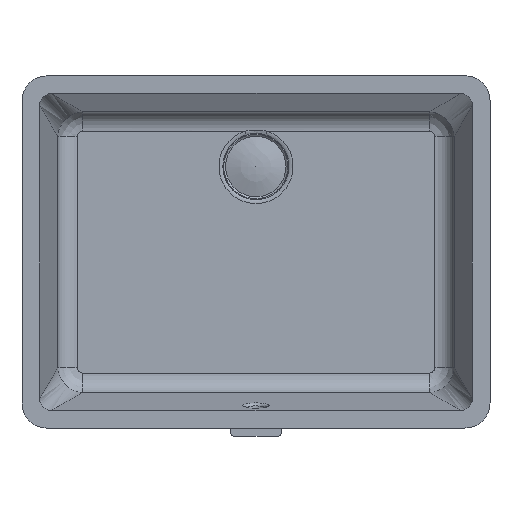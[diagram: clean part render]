
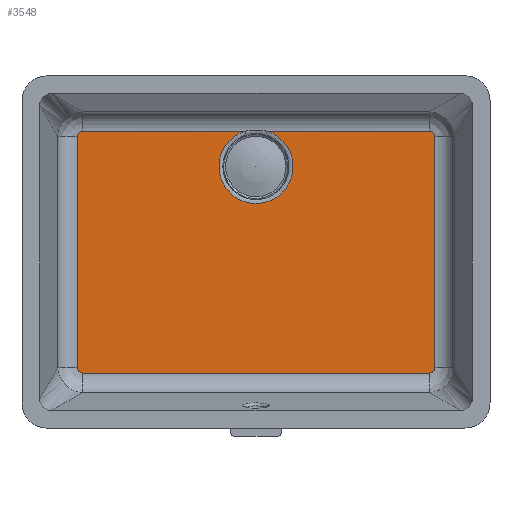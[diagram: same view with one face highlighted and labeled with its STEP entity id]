
A CAD part, top view. The second image highlights one B-rep face of the part: STEP entity #3548.
In plain terms, the highlighted planar face has unit normal (0, 0, 1).
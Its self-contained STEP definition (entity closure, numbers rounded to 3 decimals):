
#3322=CARTESIAN_POINT('',(174.543,77.608,-65.0));
#3323=VERTEX_POINT('',#3322);
#3331=CARTESIAN_POINT('',(196.753,77.608,-65.0));
#3332=VERTEX_POINT('',#3331);
#3333=CARTESIAN_POINT('',(185.648,42.519,-65.0));
#3334=DIRECTION('',(0.0,0.0,1.0));
#3335=DIRECTION('',(-1.0,0.0,0.0));
#3336=AXIS2_PLACEMENT_3D('',#3333,#3334,#3335);
#3337=CIRCLE('',#3336,36.804);
#3338=EDGE_CURVE('',#3323,#3332,#3337,.T.);
#3397=CARTESIAN_POINT('',(358.162,77.608,-65.0));
#3398=VERTEX_POINT('',#3397);
#3399=CARTESIAN_POINT('',(196.753,77.608,-65.0));
#3400=DIRECTION('',(1.0,0.0,0.0));
#3401=VECTOR('',#3400,161.409);
#3402=LINE('',#3399,#3401);
#3403=EDGE_CURVE('',#3332,#3398,#3402,.T.);
#3422=CARTESIAN_POINT('',(13.134,77.608,-65.0));
#3423=VERTEX_POINT('',#3422);
#3431=CARTESIAN_POINT('',(13.134,77.608,-65.0));
#3432=DIRECTION('',(1.0,0.0,0.0));
#3433=VECTOR('',#3432,161.409);
#3434=LINE('',#3431,#3433);
#3435=EDGE_CURVE('',#3423,#3323,#3434,.T.);
#3440=CARTESIAN_POINT('',(185.648,-42.465,-65.0));
#3441=DIRECTION('',(0.0,0.0,1.0));
#3442=DIRECTION('',(1.0,0.0,0.0));
#3443=AXIS2_PLACEMENT_3D('',#3440,#3441,#3442);
#3444=PLANE('',#3443);
#3445=ORIENTED_EDGE('',*,*,#3338,.F.);
#3446=ORIENTED_EDGE('',*,*,#3435,.F.);
#3447=CARTESIAN_POINT('',(8.076,72.549,-65.0));
#3448=VERTEX_POINT('',#3447);
#3449=CARTESIAN_POINT('',(8.076,72.549,-65.0));
#3450=CARTESIAN_POINT('',(8.076,72.641,-65.0));
#3451=CARTESIAN_POINT('',(8.085,72.826,-65.0));
#3452=CARTESIAN_POINT('',(8.135,73.193,-65.0));
#3453=CARTESIAN_POINT('',(8.292,73.828,-65.));
#3454=CARTESIAN_POINT('',(8.664,74.675,-65.));
#3455=CARTESIAN_POINT('',(9.305,75.599,-65.));
#3456=CARTESIAN_POINT('',(10.09,76.383,-65.));
#3457=CARTESIAN_POINT('',(11.015,77.024,-65.));
#3458=CARTESIAN_POINT('',(11.863,77.394,-65.0));
#3459=CARTESIAN_POINT('',(12.492,77.549,-65.));
#3460=CARTESIAN_POINT('',(12.858,77.598,-65.));
#3461=CARTESIAN_POINT('',(13.042,77.608,-65.0));
#3462=CARTESIAN_POINT('',(13.134,77.608,-65.0));
#3463=B_SPLINE_CURVE_WITH_KNOTS('',3,(#3449,#3450,#3451,#3452,#3453,#3454,#3455,#3456,#3457,#3458,#3459,#3460,#3461,#3462),.UNSPECIFIED.,.F.,.U.,(4,1,1,1,1,1,1,1,1,1,1,4),(-0.774,-0.746,-0.718,-0.663,-0.553,-0.442,-0.332,-0.221,-0.111,-0.055,-0.028,0.0),.UNSPECIFIED.);
#3464=EDGE_CURVE('',#3448,#3423,#3463,.T.);
#3465=ORIENTED_EDGE('',*,*,#3464,.F.);
#3466=CARTESIAN_POINT('',(8.076,-157.478,-65.0));
#3467=VERTEX_POINT('',#3466);
#3468=CARTESIAN_POINT('',(8.076,-157.478,-65.0));
#3469=DIRECTION('',(0.0,1.0,0.0));
#3470=VECTOR('',#3469,230.028);
#3471=LINE('',#3468,#3470);
#3472=EDGE_CURVE('',#3467,#3448,#3471,.T.);
#3473=ORIENTED_EDGE('',*,*,#3472,.F.);
#3474=CARTESIAN_POINT('',(13.134,-162.537,-65.0));
#3475=VERTEX_POINT('',#3474);
#3476=CARTESIAN_POINT('',(13.134,-162.537,-65.0));
#3477=CARTESIAN_POINT('',(13.042,-162.537,-65.0));
#3478=CARTESIAN_POINT('',(12.858,-162.528,-65.));
#3479=CARTESIAN_POINT('',(12.492,-162.478,-65.));
#3480=CARTESIAN_POINT('',(11.863,-162.323,-65.));
#3481=CARTESIAN_POINT('',(11.015,-161.953,-65.0));
#3482=CARTESIAN_POINT('',(10.09,-161.312,-65.));
#3483=CARTESIAN_POINT('',(9.305,-160.528,-65.));
#3484=CARTESIAN_POINT('',(8.664,-159.604,-65.));
#3485=CARTESIAN_POINT('',(8.292,-158.757,-65.));
#3486=CARTESIAN_POINT('',(8.135,-158.122,-65.));
#3487=CARTESIAN_POINT('',(8.085,-157.755,-65.));
#3488=CARTESIAN_POINT('',(8.076,-157.571,-65.0));
#3489=CARTESIAN_POINT('',(8.076,-157.478,-65.0));
#3490=B_SPLINE_CURVE_WITH_KNOTS('',3,(#3476,#3477,#3478,#3479,#3480,#3481,#3482,#3483,#3484,#3485,#3486,#3487,#3488,#3489),.UNSPECIFIED.,.F.,.U.,(4,1,1,1,1,1,1,1,1,1,1,4),(-0.774,-0.746,-0.718,-0.663,-0.553,-0.442,-0.332,-0.221,-0.111,-0.055,-0.028,0.0),.UNSPECIFIED.);
#3491=EDGE_CURVE('',#3475,#3467,#3490,.T.);
#3492=ORIENTED_EDGE('',*,*,#3491,.F.);
#3493=CARTESIAN_POINT('',(358.162,-162.537,-65.0));
#3494=VERTEX_POINT('',#3493);
#3495=CARTESIAN_POINT('',(358.162,-162.537,-65.0));
#3496=DIRECTION('',(-1.0,0.0,0.0));
#3497=VECTOR('',#3496,345.028);
#3498=LINE('',#3495,#3497);
#3499=EDGE_CURVE('',#3494,#3475,#3498,.T.);
#3500=ORIENTED_EDGE('',*,*,#3499,.F.);
#3501=CARTESIAN_POINT('',(363.221,-157.478,-65.0));
#3502=VERTEX_POINT('',#3501);
#3503=CARTESIAN_POINT('',(363.221,-157.478,-65.0));
#3504=CARTESIAN_POINT('',(363.221,-157.571,-65.0));
#3505=CARTESIAN_POINT('',(363.211,-157.755,-65.));
#3506=CARTESIAN_POINT('',(363.162,-158.122,-65.));
#3507=CARTESIAN_POINT('',(363.005,-158.757,-65.));
#3508=CARTESIAN_POINT('',(362.581,-159.719,-65.));
#3509=CARTESIAN_POINT('',(361.911,-160.624,-65.));
#3510=CARTESIAN_POINT('',(361.104,-161.383,-65.));
#3511=CARTESIAN_POINT('',(360.282,-161.952,-65.0));
#3512=CARTESIAN_POINT('',(359.434,-162.323,-65.));
#3513=CARTESIAN_POINT('',(358.805,-162.478,-65.));
#3514=CARTESIAN_POINT('',(358.439,-162.528,-65.0));
#3515=CARTESIAN_POINT('',(358.254,-162.537,-65.0));
#3516=CARTESIAN_POINT('',(358.162,-162.537,-65.0));
#3517=B_SPLINE_CURVE_WITH_KNOTS('',3,(#3503,#3504,#3505,#3506,#3507,#3508,#3509,#3510,#3511,#3512,#3513,#3514,#3515,#3516),.UNSPECIFIED.,.F.,.U.,(4,1,1,1,1,1,1,1,1,1,1,4),(-0.774,-0.746,-0.718,-0.663,-0.553,-0.405,-0.332,-0.221,-0.111,-0.055,-0.028,0.0),.UNSPECIFIED.);
#3518=EDGE_CURVE('',#3502,#3494,#3517,.T.);
#3519=ORIENTED_EDGE('',*,*,#3518,.F.);
#3520=CARTESIAN_POINT('',(363.221,72.549,-65.0));
#3521=VERTEX_POINT('',#3520);
#3522=CARTESIAN_POINT('',(363.221,72.549,-65.0));
#3523=DIRECTION('',(0.0,-1.0,0.0));
#3524=VECTOR('',#3523,230.028);
#3525=LINE('',#3522,#3524);
#3526=EDGE_CURVE('',#3521,#3502,#3525,.T.);
#3527=ORIENTED_EDGE('',*,*,#3526,.F.);
#3528=CARTESIAN_POINT('',(358.162,77.608,-65.0));
#3529=CARTESIAN_POINT('',(358.254,77.608,-65.0));
#3530=CARTESIAN_POINT('',(358.438,77.598,-65.));
#3531=CARTESIAN_POINT('',(358.805,77.549,-65.));
#3532=CARTESIAN_POINT('',(359.44,77.392,-65.0));
#3533=CARTESIAN_POINT('',(360.288,77.02,-65.));
#3534=CARTESIAN_POINT('',(361.211,76.379,-65.));
#3535=CARTESIAN_POINT('',(361.996,75.593,-65.));
#3536=CARTESIAN_POINT('',(362.636,74.669,-65.));
#3537=CARTESIAN_POINT('',(363.007,73.821,-65.));
#3538=CARTESIAN_POINT('',(363.162,73.192,-65.));
#3539=CARTESIAN_POINT('',(363.211,72.826,-65.0));
#3540=CARTESIAN_POINT('',(363.221,72.641,-65.0));
#3541=CARTESIAN_POINT('',(363.221,72.549,-65.0));
#3542=B_SPLINE_CURVE_WITH_KNOTS('',3,(#3528,#3529,#3530,#3531,#3532,#3533,#3534,#3535,#3536,#3537,#3538,#3539,#3540,#3541),.UNSPECIFIED.,.F.,.U.,(4,1,1,1,1,1,1,1,1,1,1,4),(-0.774,-0.746,-0.718,-0.663,-0.553,-0.442,-0.332,-0.221,-0.111,-0.055,-0.028,0.0),.UNSPECIFIED.);
#3543=EDGE_CURVE('',#3398,#3521,#3542,.T.);
#3544=ORIENTED_EDGE('',*,*,#3543,.F.);
#3545=ORIENTED_EDGE('',*,*,#3403,.F.);
#3546=EDGE_LOOP('',(#3445,#3446,#3465,#3473,#3492,#3500,#3519,#3527,#3544,#3545));
#3547=FACE_OUTER_BOUND('',#3546,.T.);
#3548=ADVANCED_FACE('',(#3547),#3444,.T.);
